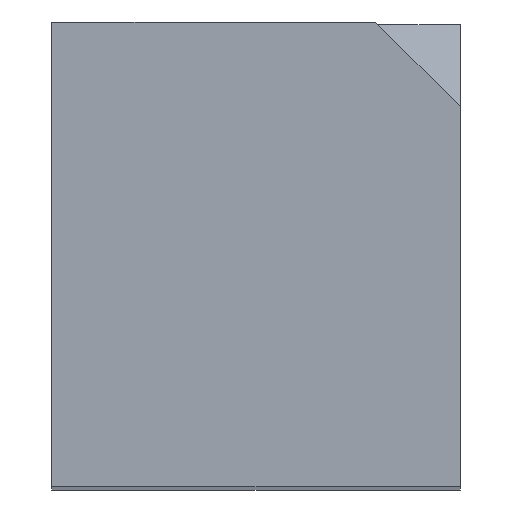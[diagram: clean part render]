
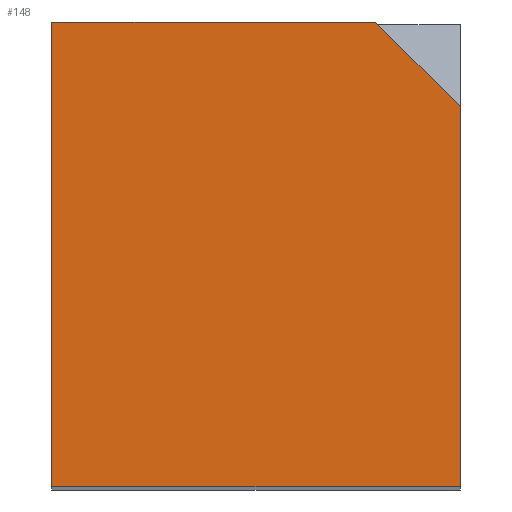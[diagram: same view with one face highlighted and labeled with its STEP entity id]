
A CAD part, top view. The second image highlights one B-rep face of the part: STEP entity #148.
In plain terms, the highlighted planar face has unit normal (0, 0, 1).
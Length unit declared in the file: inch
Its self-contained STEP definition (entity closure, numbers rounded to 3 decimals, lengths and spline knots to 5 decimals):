
#22=FACE_OUTER_BOUND('',#30,.T.);
#30=EDGE_LOOP('',(#128,#129,#130,#131,#132));
#38=LINE('',#227,#56);
#41=LINE('',#232,#59);
#43=LINE('',#236,#61);
#46=LINE('',#241,#64);
#48=LINE('',#244,#66);
#56=VECTOR('',#186,0.3937);
#59=VECTOR('',#191,0.3937);
#61=VECTOR('',#195,0.3937);
#64=VECTOR('',#200,0.3937);
#66=VECTOR('',#204,0.3937);
#74=VERTEX_POINT('',#225);
#75=VERTEX_POINT('',#226);
#76=VERTEX_POINT('',#231);
#77=VERTEX_POINT('',#235);
#78=VERTEX_POINT('',#240);
#86=EDGE_CURVE('',#74,#75,#38,.T.);
#89=EDGE_CURVE('',#76,#74,#41,.T.);
#91=EDGE_CURVE('',#75,#77,#43,.T.);
#94=EDGE_CURVE('',#77,#78,#46,.T.);
#96=EDGE_CURVE('',#78,#76,#48,.T.);
#128=ORIENTED_EDGE('',*,*,#94,.F.);
#129=ORIENTED_EDGE('',*,*,#91,.F.);
#130=ORIENTED_EDGE('',*,*,#86,.F.);
#131=ORIENTED_EDGE('',*,*,#89,.F.);
#132=ORIENTED_EDGE('',*,*,#96,.F.);
#140=PLANE('',#170);
#148=ADVANCED_FACE('',(#22),#140,.F.);
#170=AXIS2_PLACEMENT_3D('',#245,#205,#206);
#186=DIRECTION('',(0.,1.,0.));
#191=DIRECTION('',(-1.,0.,0.));
#195=DIRECTION('',(1.,0.,0.));
#200=DIRECTION('',(0.707,-0.707,0.));
#204=DIRECTION('',(0.,-1.,0.));
#205=DIRECTION('center_axis',(0.,0.,-1.));
#206=DIRECTION('ref_axis',(0.,-1.,0.));
#225=CARTESIAN_POINT('',(-378.,30.5,22.));
#226=CARTESIAN_POINT('',(-378.,34.625,22.));
#227=CARTESIAN_POINT('',(-378.,34.625,22.));
#231=CARTESIAN_POINT('',(-374.375,30.5,22.));
#232=CARTESIAN_POINT('',(-370.625,30.5,22.));
#235=CARTESIAN_POINT('',(-375.125,34.625,22.));
#236=CARTESIAN_POINT('',(-370.625,34.625,22.));
#240=CARTESIAN_POINT('',(-374.375,33.875,22.));
#241=CARTESIAN_POINT('',(-374.5625,34.0625,22.));
#244=CARTESIAN_POINT('',(-374.375,32.5625,22.));
#245=CARTESIAN_POINT('Origin',(-374.375,34.625,22.));
